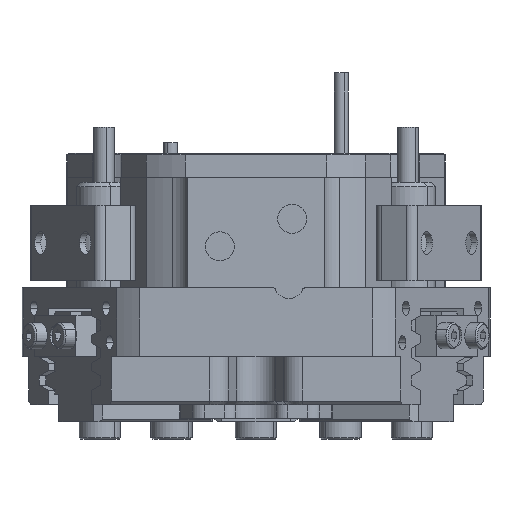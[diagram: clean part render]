
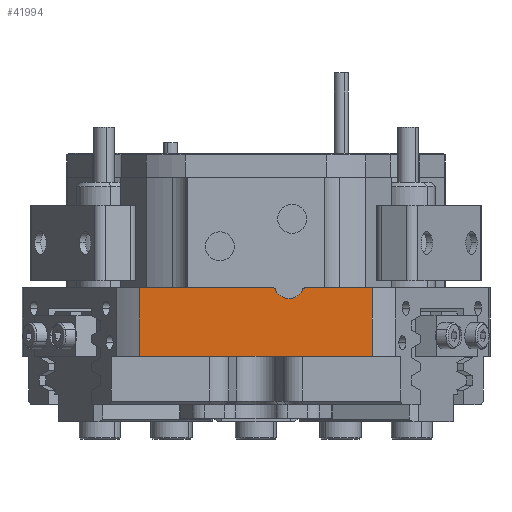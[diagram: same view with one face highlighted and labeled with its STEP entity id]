
A CAD part, front view. The second image highlights one B-rep face of the part: STEP entity #41994.
In plain terms, the highlighted planar face has unit normal (0, -1, 0).
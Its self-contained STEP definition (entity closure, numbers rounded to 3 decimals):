
#502 = ORIENTED_EDGE ( 'NONE', *, *, #20433, .T. ) ;
#686 = PLANE ( 'NONE',  #37347 ) ;
#967 = ORIENTED_EDGE ( 'NONE', *, *, #33471, .T. ) ;
#1956 = LINE ( 'NONE', #40433, #17979 ) ;
#2573 = DIRECTION ( 'NONE',  ( -1., 0., 0. ) ) ;
#3271 = LINE ( 'NONE', #37955, #30096 ) ;
#3482 = DIRECTION ( 'NONE',  ( -1., 0., 0. ) ) ;
#3635 = CARTESIAN_POINT ( 'NONE',  ( -23.049, -29.5, 3. ) ) ;
#4105 = VECTOR ( 'NONE', #2573, 1000. ) ;
#5935 = VECTOR ( 'NONE', #18606, 1000. ) ;
#6812 = VERTEX_POINT ( 'NONE', #36797 ) ;
#7507 = EDGE_CURVE ( 'NONE', #28412, #14464, #8894, .T. ) ;
#8894 = CIRCLE ( 'NONE', #38271, 0.6 ) ;
#9029 = LINE ( 'NONE', #31886, #5935 ) ;
#9135 = CARTESIAN_POINT ( 'NONE',  ( 16.904, -29.5, -7. ) ) ;
#9491 = EDGE_CURVE ( 'NONE', #38982, #28412, #23743, .T. ) ;
#9503 = VECTOR ( 'NONE', #3482, 1000. ) ;
#10688 = CIRCLE ( 'NONE', #22573, 0.6 ) ;
#11294 = EDGE_CURVE ( 'NONE', #21184, #28930, #10688, .T. ) ;
#12489 = EDGE_CURVE ( 'NONE', #21184, #14464, #18883, .T. ) ;
#12853 = CARTESIAN_POINT ( 'NONE',  ( 16.904, -29.5, 3. ) ) ;
#13068 = FACE_OUTER_BOUND ( 'NONE', #39837, .T. ) ;
#13358 = ORIENTED_EDGE ( 'NONE', *, *, #41739, .F. ) ;
#14464 = VERTEX_POINT ( 'NONE', #32625 ) ;
#15435 = AXIS2_PLACEMENT_3D ( 'NONE', #34243, #21108, #27297 ) ;
#16120 = ORIENTED_EDGE ( 'NONE', *, *, #7507, .T. ) ;
#17979 = VECTOR ( 'NONE', #37239, 1000. ) ;
#18175 = DIRECTION ( 'NONE',  ( -1., 0., 0. ) ) ;
#18361 = EDGE_CURVE ( 'NONE', #40264, #6812, #1956, .T. ) ;
#18606 = DIRECTION ( 'NONE',  ( 0., 0., 1. ) ) ;
#18883 = CIRCLE ( 'NONE', #15435, 2.1 ) ;
#19277 = VERTEX_POINT ( 'NONE', #9135 ) ;
#19674 = DIRECTION ( 'NONE',  ( 0., -1., 0. ) ) ;
#19953 = DIRECTION ( 'NONE',  ( 0., 0., 1. ) ) ;
#20283 = CARTESIAN_POINT ( 'NONE',  ( 2.882, -29.5, 2.644 ) ) ;
#20338 = DIRECTION ( 'NONE',  ( 0., 0., 1. ) ) ;
#20378 = LINE ( 'NONE', #3635, #9503 ) ;
#20433 = EDGE_CURVE ( 'NONE', #19277, #38982, #9029, .T. ) ;
#20999 = ORIENTED_EDGE ( 'NONE', *, *, #12489, .F. ) ;
#21108 = DIRECTION ( 'NONE',  ( 0., -1., 0. ) ) ;
#21184 = VERTEX_POINT ( 'NONE', #20283 ) ;
#22573 = AXIS2_PLACEMENT_3D ( 'NONE', #33112, #19674, #19953 ) ;
#23236 = CARTESIAN_POINT ( 'NONE',  ( 7.266, -29.5, 2.4 ) ) ;
#23743 = LINE ( 'NONE', #38664, #4105 ) ;
#26695 = DIRECTION ( 'NONE',  ( 0., -1., 0. ) ) ;
#27297 = DIRECTION ( 'NONE',  ( 0., 0., 1. ) ) ;
#28412 = VERTEX_POINT ( 'NONE', #30805 ) ;
#28930 = VERTEX_POINT ( 'NONE', #36690 ) ;
#29464 = ORIENTED_EDGE ( 'NONE', *, *, #18361, .T. ) ;
#29713 = DIRECTION ( 'NONE',  ( 0., 0., 1. ) ) ;
#30096 = VECTOR ( 'NONE', #18175, 1000. ) ;
#30805 = CARTESIAN_POINT ( 'NONE',  ( 7.266, -29.5, 3. ) ) ;
#31886 = CARTESIAN_POINT ( 'NONE',  ( 16.904, -29.5, -14. ) ) ;
#32625 = CARTESIAN_POINT ( 'NONE',  ( 6.718, -29.5, 2.644 ) ) ;
#33112 = CARTESIAN_POINT ( 'NONE',  ( 2.334, -29.5, 2.4 ) ) ;
#33323 = DIRECTION ( 'NONE',  ( 0., 1., 0. ) ) ;
#33471 = EDGE_CURVE ( 'NONE', #28930, #40264, #20378, .T. ) ;
#34243 = CARTESIAN_POINT ( 'NONE',  ( 4.8, -29.5, 3.5 ) ) ;
#35643 = CARTESIAN_POINT ( 'NONE',  ( -16.904, -29.5, 3. ) ) ;
#36690 = CARTESIAN_POINT ( 'NONE',  ( 2.334, -29.5, 3. ) ) ;
#36797 = CARTESIAN_POINT ( 'NONE',  ( -16.904, -29.5, -7. ) ) ;
#37239 = DIRECTION ( 'NONE',  ( 0., 0., -1. ) ) ;
#37347 = AXIS2_PLACEMENT_3D ( 'NONE', #39835, #33323, #20338 ) ;
#37955 = CARTESIAN_POINT ( 'NONE',  ( -23.049, -29.5, -7. ) ) ;
#38271 = AXIS2_PLACEMENT_3D ( 'NONE', #23236, #26695, #29713 ) ;
#38664 = CARTESIAN_POINT ( 'NONE',  ( -23.049, -29.5, 3. ) ) ;
#38982 = VERTEX_POINT ( 'NONE', #12853 ) ;
#39462 = ORIENTED_EDGE ( 'NONE', *, *, #11294, .T. ) ;
#39835 = CARTESIAN_POINT ( 'NONE',  ( -23.049, -29.5, -27. ) ) ;
#39837 = EDGE_LOOP ( 'NONE', ( #20999, #39462, #967, #29464, #13358, #502, #41687, #16120 ) ) ;
#40264 = VERTEX_POINT ( 'NONE', #35643 ) ;
#40433 = CARTESIAN_POINT ( 'NONE',  ( -16.904, -29.5, -14. ) ) ;
#41687 = ORIENTED_EDGE ( 'NONE', *, *, #9491, .T. ) ;
#41739 = EDGE_CURVE ( 'NONE', #19277, #6812, #3271, .T. ) ;
#41994 = ADVANCED_FACE ( 'NONE', ( #13068 ), #686, .F. ) ;
